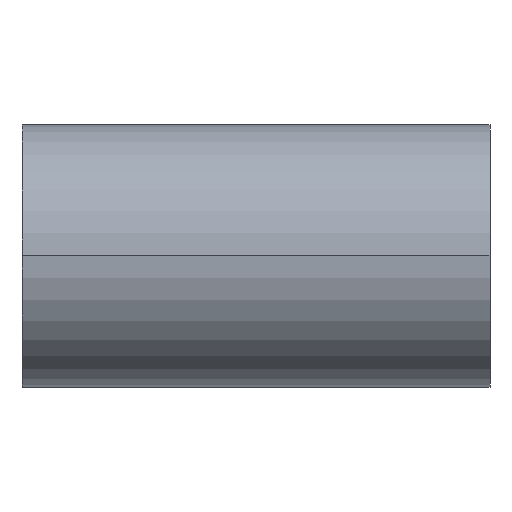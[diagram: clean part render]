
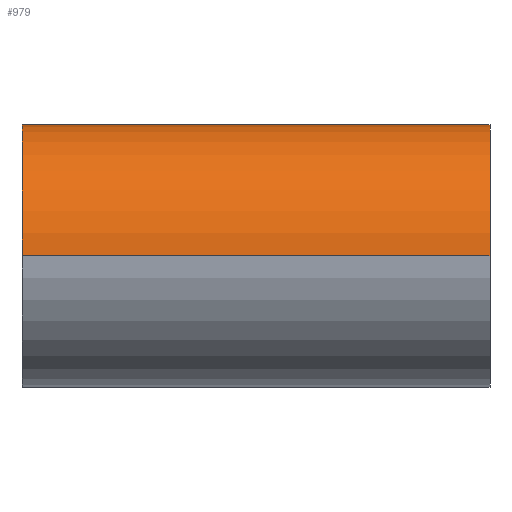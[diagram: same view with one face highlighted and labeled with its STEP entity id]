
A CAD part, top view. The second image highlights one B-rep face of the part: STEP entity #979.
In plain terms, the highlighted cylindrical face has radius 64.5 mm (diameter 129 mm), a partial arc.
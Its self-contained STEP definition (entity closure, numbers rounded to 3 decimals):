
#2 = AXIS2_PLACEMENT_3D ( 'NONE', #384, #624, #870 ) ;
#48 = VERTEX_POINT ( 'NONE', #232 ) ;
#93 = CARTESIAN_POINT ( 'NONE',  ( 115., 64.5, 0. ) ) ;
#105 = DIRECTION ( 'NONE',  ( 0., 0., -1. ) ) ;
#139 = DIRECTION ( 'NONE',  ( -1., 0., 0. ) ) ;
#151 = VECTOR ( 'NONE', #139, 1000. ) ;
#157 = DIRECTION ( 'NONE',  ( -1., 0., 0. ) ) ;
#178 = LINE ( 'NONE', #835, #808 ) ;
#195 = VERTEX_POINT ( 'NONE', #833 ) ;
#197 = AXIS2_PLACEMENT_3D ( 'NONE', #1031, #868, #547 ) ;
#203 = DIRECTION ( 'NONE',  ( -1., 0., 0. ) ) ;
#209 = VERTEX_POINT ( 'NONE', #912 ) ;
#210 = CARTESIAN_POINT ( 'NONE',  ( -115., 0., 64.5 ) ) ;
#223 = EDGE_CURVE ( 'NONE', #645, #209, #898, .T. ) ;
#232 = CARTESIAN_POINT ( 'NONE',  ( -104.5, 64.5, 0. ) ) ;
#270 = VERTEX_POINT ( 'NONE', #688 ) ;
#271 = ORIENTED_EDGE ( 'NONE', *, *, #1029, .F. ) ;
#363 = VECTOR ( 'NONE', #157, 1000. ) ;
#376 = ORIENTED_EDGE ( 'NONE', *, *, #223, .F. ) ;
#381 = CARTESIAN_POINT ( 'NONE',  ( 115., 64.5, 0. ) ) ;
#384 = CARTESIAN_POINT ( 'NONE',  ( -115., 0., 0. ) ) ;
#392 = DIRECTION ( 'NONE',  ( 1., 0., 0. ) ) ;
#409 = FACE_OUTER_BOUND ( 'NONE', #777, .T. ) ;
#457 = ORIENTED_EDGE ( 'NONE', *, *, #648, .T. ) ;
#522 = DIRECTION ( 'NONE',  ( 1., 0., 0. ) ) ;
#547 = DIRECTION ( 'NONE',  ( 0., 0., 1. ) ) ;
#569 = CARTESIAN_POINT ( 'NONE',  ( 104.5, 64.5, 0. ) ) ;
#598 = VECTOR ( 'NONE', #392, 1000. ) ;
#624 = DIRECTION ( 'NONE',  ( -1., 0., 0. ) ) ;
#645 = VERTEX_POINT ( 'NONE', #1059 ) ;
#648 = EDGE_CURVE ( 'NONE', #804, #270, #735, .T. ) ;
#660 = AXIS2_PLACEMENT_3D ( 'NONE', #1013, #203, #105 ) ;
#688 = CARTESIAN_POINT ( 'NONE',  ( 104.5, 64.5, 0. ) ) ;
#735 = LINE ( 'NONE', #569, #363 ) ;
#777 = EDGE_LOOP ( 'NONE', ( #457, #842, #271, #376, #829, #918 ) ) ;
#804 = VERTEX_POINT ( 'NONE', #93 ) ;
#806 = EDGE_CURVE ( 'NONE', #48, #270, #178, .T. ) ;
#808 = VECTOR ( 'NONE', #522, 1000. ) ;
#823 = LINE ( 'NONE', #381, #598 ) ;
#829 = ORIENTED_EDGE ( 'NONE', *, *, #1006, .F. ) ;
#833 = CARTESIAN_POINT ( 'NONE',  ( 115., 0., 64.5 ) ) ;
#835 = CARTESIAN_POINT ( 'NONE',  ( 115., 64.5, 0. ) ) ;
#842 = ORIENTED_EDGE ( 'NONE', *, *, #806, .F. ) ;
#868 = DIRECTION ( 'NONE',  ( 1., 0., 0. ) ) ;
#870 = DIRECTION ( 'NONE',  ( 0., 0., 1. ) ) ;
#898 = CIRCLE ( 'NONE', #660, 64.5 ) ;
#910 = LINE ( 'NONE', #210, #151 ) ;
#912 = CARTESIAN_POINT ( 'NONE',  ( -115., 64.5, 0. ) ) ;
#918 = ORIENTED_EDGE ( 'NONE', *, *, #925, .F. ) ;
#925 = EDGE_CURVE ( 'NONE', #804, #195, #967, .T. ) ;
#967 = CIRCLE ( 'NONE', #197, 64.5 ) ;
#979 = ADVANCED_FACE ( 'NONE', ( #409 ), #1032, .T. ) ;
#1006 = EDGE_CURVE ( 'NONE', #195, #645, #910, .T. ) ;
#1013 = CARTESIAN_POINT ( 'NONE',  ( -115., 0., 0. ) ) ;
#1029 = EDGE_CURVE ( 'NONE', #209, #48, #823, .T. ) ;
#1031 = CARTESIAN_POINT ( 'NONE',  ( 115., 0., 0. ) ) ;
#1032 = CYLINDRICAL_SURFACE ( 'NONE', #2, 64.5 ) ;
#1059 = CARTESIAN_POINT ( 'NONE',  ( -115., 0., 64.5 ) ) ;
